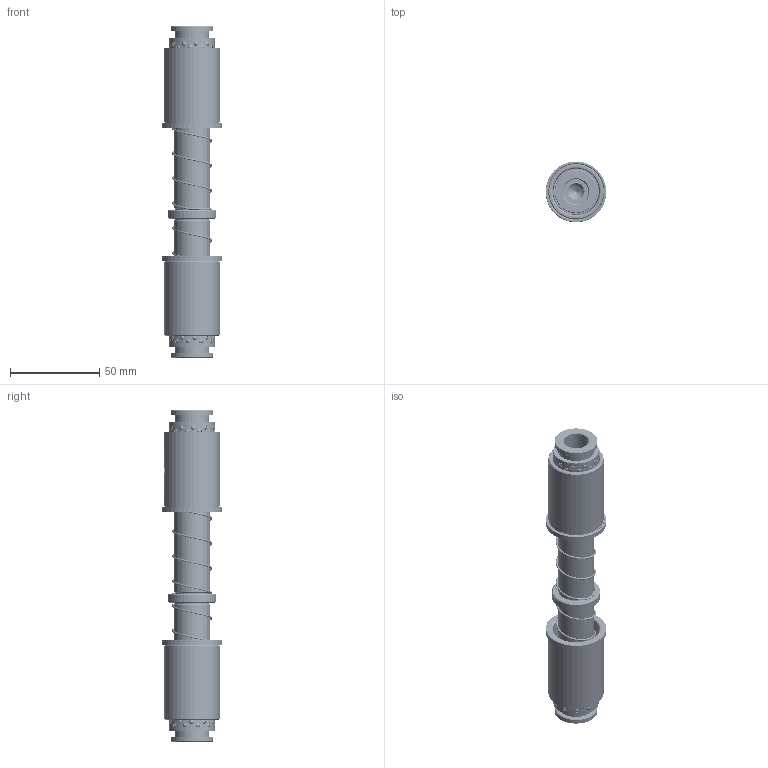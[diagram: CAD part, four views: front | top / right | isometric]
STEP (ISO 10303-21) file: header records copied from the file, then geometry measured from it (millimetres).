
FILE_DESCRIPTION (( 'STEP AP214' ), '1' );
FILE_NAME ('BJGPH BSGPH-D20-LA80-LB60-絳杶BL45.STEP', '2021-09-29T07:22:22', ( 'User' ), ( 'china' ), 'SwSTEP 2.0', 'SolidWorks 2016', '' );
FILE_SCHEMA (( 'AUTOMOTIVE_DESIGN' ));
Length unit declared in the file: millimetre
Products named in the file (10): GBBH--D31-d26-L45; GBBH-D31-d26-L45; BSH BJH-D25.5-20.5-L35; BALL-D3; BSH BJH-D25.5-20.5-L40; GGTK-D24-d19 - 20; HWP-B-D22.5-d20.5-L70; HWP-B-D22.5-d20.5-L55; GPWH-D20-80-60-10; BJGPH BSGPH-D20-LA80-LB60-絳杶BL45
Assembly tree (208 placements, depth 3):
  BJGPH BSGPH-D20-LA80-LB60-絳杶BL45
    GPWH-D20-80-60-10
    HWP-B-D22.5-d20.5-L55
    HWP-B-D22.5-d20.5-L70
    GGTK-D24-d19 - 20  x2
    BSH BJH-D25.5-20.5-L35  x2
      BSH BJH-D25.5-20.5-L40
      BALL-D3
    GBBH-D31-d26-L45
    GBBH--D31-d26-L45
Bounding box: 33.95 x 33.95 x 186 mm (x, y, z)
Volume: 85678 mm3; surface area: 68062.6 mm2
Topology: 405 solids, 405 shells, 1794 faces, 7708 edges, 5108 vertices
Faces by surface type: sphere 1584, cylinder 68, cone 68, plane 42, torus 20, bspline 12
Entity records: 41796 total; most frequent: CARTESIAN_POINT 25444, ORIENTED_EDGE 3268, DIRECTION 2906, EDGE_CURVE 1634, AXIS2_PLACEMENT_3D 1378, VERTEX_POINT 1066, EDGE_LOOP 976, B_SPLINE_CURVE_WITH_KNOTS 880
